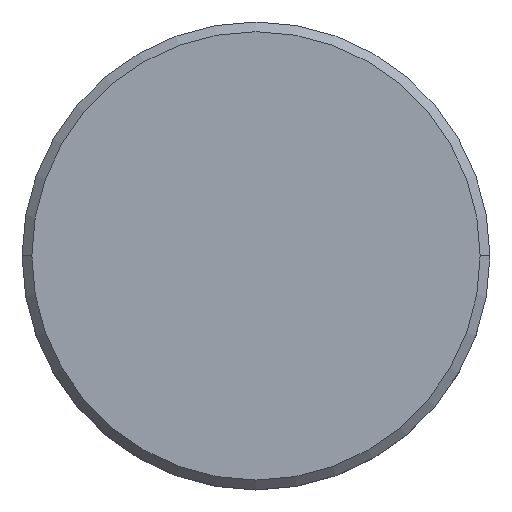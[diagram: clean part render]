
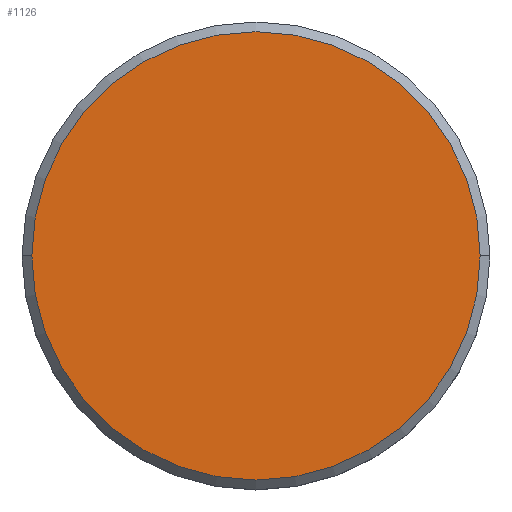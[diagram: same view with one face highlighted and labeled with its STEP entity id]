
A CAD part, top view. The second image highlights one B-rep face of the part: STEP entity #1126.
In plain terms, the highlighted planar face has unit normal (0, 0, 1).
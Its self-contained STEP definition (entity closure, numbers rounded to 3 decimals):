
#62 = DIRECTION ( 'NONE',  ( 1., 0., 0. ) ) ;
#152 = DIRECTION ( 'NONE',  ( 0., 0., 1. ) ) ;
#228 = CIRCLE ( 'NONE', #556, 11.5 ) ;
#292 = EDGE_CURVE ( 'NONE', #976, #789, #228, .T. ) ;
#357 = CARTESIAN_POINT ( 'NONE',  ( 0., 0., 0. ) ) ;
#393 = ORIENTED_EDGE ( 'NONE', *, *, #292, .T. ) ;
#399 = CIRCLE ( 'NONE', #536, 11.5 ) ;
#444 = DIRECTION ( 'NONE',  ( 1., 0., 0. ) ) ;
#536 = AXIS2_PLACEMENT_3D ( 'NONE', #357, #724, #444 ) ;
#556 = AXIS2_PLACEMENT_3D ( 'NONE', #951, #152, #62 ) ;
#601 = FACE_OUTER_BOUND ( 'NONE', #987, .T. ) ;
#604 = CARTESIAN_POINT ( 'NONE',  ( -11.5, 0., 0. ) ) ;
#724 = DIRECTION ( 'NONE',  ( 0., 0., 1. ) ) ;
#789 = VERTEX_POINT ( 'NONE', #604 ) ;
#797 = ORIENTED_EDGE ( 'NONE', *, *, #868, .T. ) ;
#862 = DIRECTION ( 'NONE',  ( 0., 0., 1. ) ) ;
#868 = EDGE_CURVE ( 'NONE', #789, #976, #399, .T. ) ;
#951 = CARTESIAN_POINT ( 'NONE',  ( 0., 0., 0. ) ) ;
#971 = DIRECTION ( 'NONE',  ( 1., 0., 0. ) ) ;
#976 = VERTEX_POINT ( 'NONE', #1024 ) ;
#987 = EDGE_LOOP ( 'NONE', ( #797, #393 ) ) ;
#1024 = CARTESIAN_POINT ( 'NONE',  ( 11.5, 0., 0. ) ) ;
#1044 = CARTESIAN_POINT ( 'NONE',  ( 0., 0., 0. ) ) ;
#1126 = ADVANCED_FACE ( 'NONE', ( #601 ), #1146, .T. ) ;
#1146 = PLANE ( 'NONE',  #1166 ) ;
#1166 = AXIS2_PLACEMENT_3D ( 'NONE', #1044, #862, #971 ) ;
